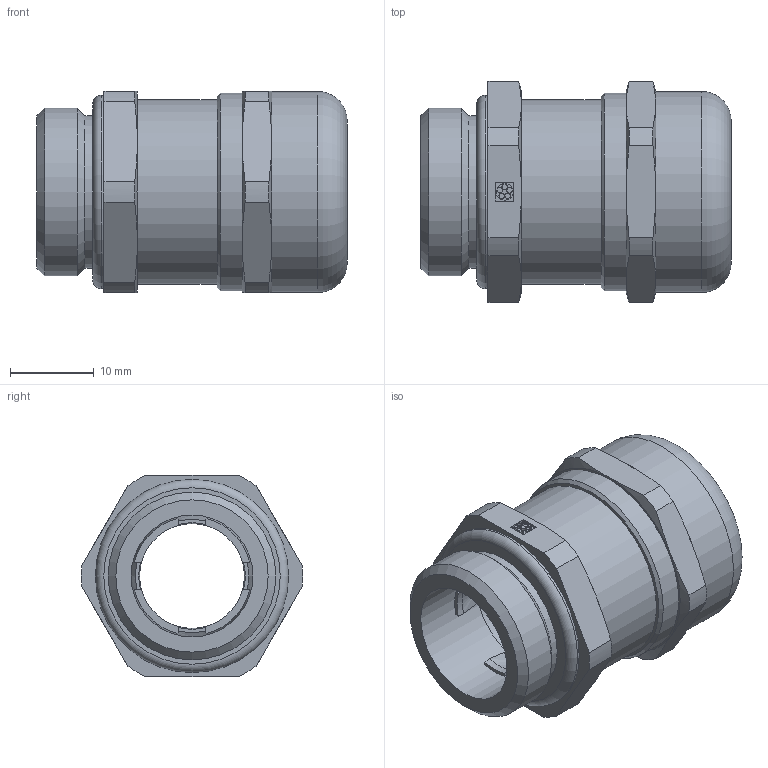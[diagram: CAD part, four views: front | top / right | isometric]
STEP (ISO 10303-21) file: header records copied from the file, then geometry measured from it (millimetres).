
FILE_DESCRIPTION(/* description */ ('Alibre Inc.'),/* implementation_level */ '2;1');
FILE_NAME(/* name */ 'export-61C802CC-507F-4463-A6B6-8F399C480AE7',/* time_stamp */ '2021-04-23T15:42:36+02:00',/* author */ (''),/* organization */ (''),/* preprocessor_version */ 'ST-DEVELOPER v17',/* originating_system */ 'Alibre',/* authorisation */ '');
FILE_SCHEMA (('AUTOMOTIVE_DESIGN'));
Length unit declared in the file: millimetre
Products named in the file (1): _SKINTOP MS-SC-M 20x1,5      Art. Nr. 53112630(F=12.5,G=12.5)
Bounding box: 37 x 26.4 x 24 mm (x, y, z)
Volume: 9919.1 mm3; surface area: 5304.5 mm2
Topology: 1 solids, 1 shells, 123 faces, 320 edges, 207 vertices
Faces by surface type: plane 48, cylinder 41, cone 31, torus 3
Full cylindrical faces by diameter (mm): 12.5 x1, 14.536 x1, 18.16 x1, 20 x1, 22 x1, 23.52 x1, 23.98 x1
Entity records: 3839 total; most frequent: CARTESIAN_POINT 774, ORIENTED_EDGE 640, DIRECTION 587, EDGE_CURVE 320, AXIS2_PLACEMENT_3D 257, VERTEX_POINT 207, CIRCLE 134, EDGE_LOOP 133
